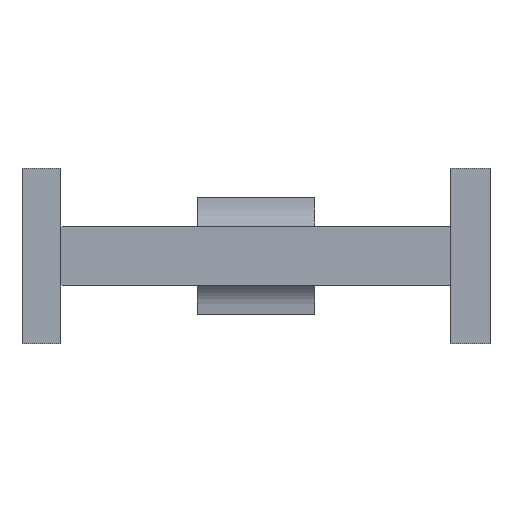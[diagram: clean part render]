
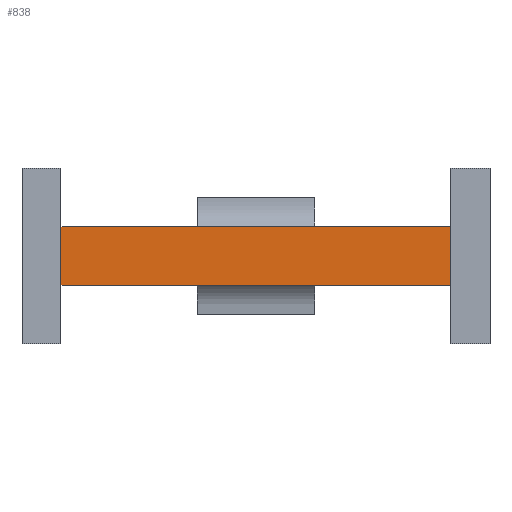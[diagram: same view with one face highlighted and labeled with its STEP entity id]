
A CAD part, front view. The second image highlights one B-rep face of the part: STEP entity #838.
In plain terms, the highlighted planar face has unit normal (0, -1, 0).
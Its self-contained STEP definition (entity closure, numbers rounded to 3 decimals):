
#89=PLANE('',#922);
#125=FACE_OUTER_BOUND('',#172,.T.);
#172=EDGE_LOOP('',(#637,#638,#639,#640));
#244=LINE('',#1354,#331);
#245=LINE('',#1356,#332);
#246=LINE('',#1358,#333);
#247=LINE('',#1359,#334);
#331=VECTOR('',#1035,10.);
#332=VECTOR('',#1036,10.);
#333=VECTOR('',#1037,10.);
#334=VECTOR('',#1038,10.);
#418=VERTEX_POINT('',#1352);
#419=VERTEX_POINT('',#1353);
#420=VERTEX_POINT('',#1355);
#421=VERTEX_POINT('',#1357);
#504=EDGE_CURVE('',#418,#419,#244,.T.);
#505=EDGE_CURVE('',#418,#420,#245,.T.);
#506=EDGE_CURVE('',#421,#420,#246,.T.);
#507=EDGE_CURVE('',#419,#421,#247,.T.);
#637=ORIENTED_EDGE('',*,*,#504,.F.);
#638=ORIENTED_EDGE('',*,*,#505,.T.);
#639=ORIENTED_EDGE('',*,*,#506,.F.);
#640=ORIENTED_EDGE('',*,*,#507,.F.);
#838=ADVANCED_FACE('',(#125),#89,.T.);
#922=AXIS2_PLACEMENT_3D('',#1351,#1033,#1034);
#1033=DIRECTION('center_axis',(0.,-1.,0.));
#1034=DIRECTION('ref_axis',(0.,0.,1.));
#1035=DIRECTION('',(0.,0.,-1.));
#1036=DIRECTION('',(-1.,0.,0.));
#1037=DIRECTION('',(0.,0.,1.));
#1038=DIRECTION('',(-1.,0.,0.));
#1351=CARTESIAN_POINT('Origin',(120.,290.,15.));
#1352=CARTESIAN_POINT('',(110.,290.,30.));
#1353=CARTESIAN_POINT('',(110.,290.,15.));
#1354=CARTESIAN_POINT('',(110.,290.,7.5));
#1355=CARTESIAN_POINT('',(10.,290.,30.));
#1356=CARTESIAN_POINT('',(120.,290.,30.));
#1357=CARTESIAN_POINT('',(10.,290.,15.));
#1358=CARTESIAN_POINT('',(10.,290.,30.));
#1359=CARTESIAN_POINT('',(120.,290.,15.));
